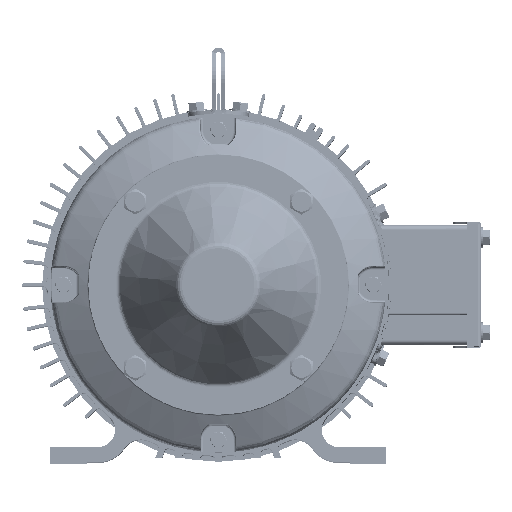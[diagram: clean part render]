
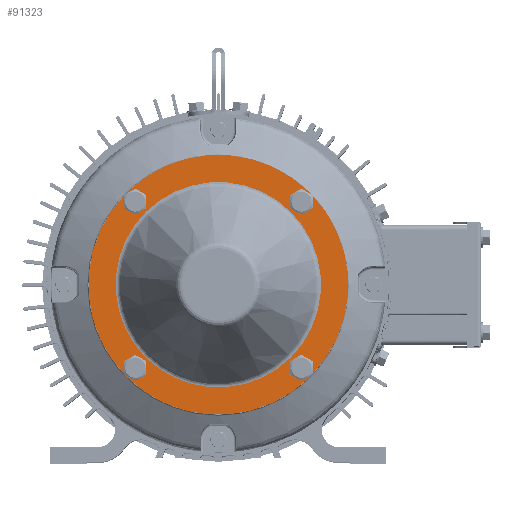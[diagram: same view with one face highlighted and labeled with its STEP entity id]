
A CAD part, top view. The second image highlights one B-rep face of the part: STEP entity #91323.
In plain terms, the highlighted planar face has unit normal (0, 0, 1).
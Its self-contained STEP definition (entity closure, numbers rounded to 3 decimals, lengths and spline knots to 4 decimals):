
#427 = VERTEX_POINT ( 'NONE', #48913 ) ;
#683 = FACE_BOUND ( 'NONE', #185319, .T. ) ;
#1496 = DIRECTION ( 'NONE',  ( 0.707, -0.707, 0. ) ) ;
#1738 = EDGE_CURVE ( 'NONE', #175284, #43015, #49592, .T. ) ;
#4735 = CARTESIAN_POINT ( 'NONE',  ( 2.0771, 2.0771, 15.4385 ) ) ;
#4979 = EDGE_CURVE ( 'NONE', #31579, #81825, #176278, .T. ) ;
#7660 = FACE_OUTER_BOUND ( 'NONE', #177109, .T. ) ;
#9684 = CARTESIAN_POINT ( 'NONE',  ( 0., 0., 15.4385 ) ) ;
#9737 = CARTESIAN_POINT ( 'NONE',  ( 2.2981, -2.2981, 15.4385 ) ) ;
#9923 = DIRECTION ( 'NONE',  ( 0., 0., 1. ) ) ;
#10081 = AXIS2_PLACEMENT_3D ( 'NONE', #9737, #86542, #100881 ) ;
#13271 = CARTESIAN_POINT ( 'NONE',  ( 2.0771, -2.0771, 15.4385 ) ) ;
#17118 = DIRECTION ( 'NONE',  ( 0., 0., 1. ) ) ;
#19361 = VERTEX_POINT ( 'NONE', #67238 ) ;
#21632 = AXIS2_PLACEMENT_3D ( 'NONE', #148076, #118024, #161140 ) ;
#21725 = CARTESIAN_POINT ( 'NONE',  ( -2.0771, 2.0771, 15.4385 ) ) ;
#25303 = EDGE_LOOP ( 'NONE', ( #160771, #46456 ) ) ;
#28097 = ORIENTED_EDGE ( 'NONE', *, *, #142113, .T. ) ;
#28519 = DIRECTION ( 'NONE',  ( 0., 0., 1. ) ) ;
#28694 = CIRCLE ( 'NONE', #21632, 3.25 ) ;
#31579 = VERTEX_POINT ( 'NONE', #131278 ) ;
#33223 = CIRCLE ( 'NONE', #69643, 3.25 ) ;
#33837 = ORIENTED_EDGE ( 'NONE', *, *, #81872, .F. ) ;
#34696 = CIRCLE ( 'NONE', #73164, 0.2031 ) ;
#37118 = CIRCLE ( 'NONE', #106633, 0.2031 ) ;
#38597 = CARTESIAN_POINT ( 'NONE',  ( 2.0771, -2.0771, 15.4385 ) ) ;
#42417 = ORIENTED_EDGE ( 'NONE', *, *, #157580, .F. ) ;
#42576 = DIRECTION ( 'NONE',  ( 0.707, -0.707, 0. ) ) ;
#43015 = VERTEX_POINT ( 'NONE', #102927 ) ;
#43210 = DIRECTION ( 'NONE',  ( 0., 0., 1. ) ) ;
#43529 = CARTESIAN_POINT ( 'NONE',  ( -2.2208, -1.9335, 15.4385 ) ) ;
#45949 = DIRECTION ( 'NONE',  ( 0.707, -0.707, 0. ) ) ;
#46456 = ORIENTED_EDGE ( 'NONE', *, *, #4979, .F. ) ;
#47042 = AXIS2_PLACEMENT_3D ( 'NONE', #87748, #117762, #193327 ) ;
#47563 = CARTESIAN_POINT ( 'NONE',  ( -2.2981, 2.2981, 15.4385 ) ) ;
#48913 = CARTESIAN_POINT ( 'NONE',  ( -1.9335, 1.9335, 15.4385 ) ) ;
#49039 = CIRCLE ( 'NONE', #164061, 0.2031 ) ;
#49592 = CIRCLE ( 'NONE', #123571, 0.2031 ) ;
#52359 = VERTEX_POINT ( 'NONE', #92309 ) ;
#55206 = DIRECTION ( 'NONE',  ( 0.707, -0.707, 0. ) ) ;
#60914 = ORIENTED_EDGE ( 'NONE', *, *, #101683, .T. ) ;
#63339 = CARTESIAN_POINT ( 'NONE',  ( 1.8152, -1.8152, 15.4385 ) ) ;
#63676 = CARTESIAN_POINT ( 'NONE',  ( 2.2208, 1.9335, 15.4385 ) ) ;
#64201 = CARTESIAN_POINT ( 'NONE',  ( 0., 0., 15.4385 ) ) ;
#65586 = EDGE_LOOP ( 'NONE', ( #150744, #42417 ) ) ;
#67238 = CARTESIAN_POINT ( 'NONE',  ( 1.9335, -1.9335, 15.4385 ) ) ;
#68244 = DIRECTION ( 'NONE',  ( 0., 0., 1. ) ) ;
#69643 = AXIS2_PLACEMENT_3D ( 'NONE', #9684, #68244, #55206 ) ;
#73164 = AXIS2_PLACEMENT_3D ( 'NONE', #4735, #153410, #122781 ) ;
#73640 = CARTESIAN_POINT ( 'NONE',  ( 2.2208, -2.2208, 15.4385 ) ) ;
#78861 = AXIS2_PLACEMENT_3D ( 'NONE', #64201, #168665, #139356 ) ;
#79826 = VERTEX_POINT ( 'NONE', #63676 ) ;
#81825 = VERTEX_POINT ( 'NONE', #63339 ) ;
#81872 = EDGE_CURVE ( 'NONE', #83445, #427, #170418, .T. ) ;
#83445 = VERTEX_POINT ( 'NONE', #155244 ) ;
#83972 = PLANE ( 'NONE',  #10081 ) ;
#86542 = DIRECTION ( 'NONE',  ( 0., 0., 1. ) ) ;
#87748 = CARTESIAN_POINT ( 'NONE',  ( -2.0771, 2.0771, 15.4385 ) ) ;
#88198 = AXIS2_PLACEMENT_3D ( 'NONE', #104619, #92200, #45949 ) ;
#88708 = EDGE_CURVE ( 'NONE', #43015, #175284, #124581, .T. ) ;
#89762 = EDGE_CURVE ( 'NONE', #427, #83445, #138603, .T. ) ;
#90125 = DIRECTION ( 'NONE',  ( 0., 0., 1. ) ) ;
#91323 = ADVANCED_FACE ( 'NONE', ( #149992, #159393, #683, #187183, #7660, #119685 ), #83972, .T. ) ;
#92200 = DIRECTION ( 'NONE',  ( 0., 0., 1. ) ) ;
#92235 = EDGE_LOOP ( 'NONE', ( #165285, #178675 ) ) ;
#92309 = CARTESIAN_POINT ( 'NONE',  ( 1.9335, 2.2208, 15.4385 ) ) ;
#93862 = EDGE_CURVE ( 'NONE', #140803, #19361, #49039, .T. ) ;
#93972 = EDGE_CURVE ( 'NONE', #52359, #79826, #37118, .T. ) ;
#96643 = ORIENTED_EDGE ( 'NONE', *, *, #190988, .F. ) ;
#100881 = DIRECTION ( 'NONE',  ( 0.707, -0.707, 0. ) ) ;
#101683 = EDGE_CURVE ( 'NONE', #160258, #143410, #28694, .T. ) ;
#102927 = CARTESIAN_POINT ( 'NONE',  ( -1.9335, -2.2208, 15.4385 ) ) ;
#104034 = CARTESIAN_POINT ( 'NONE',  ( 0., 0., 15.4385 ) ) ;
#104619 = CARTESIAN_POINT ( 'NONE',  ( -2.0771, -2.0771, 15.4385 ) ) ;
#106633 = AXIS2_PLACEMENT_3D ( 'NONE', #193091, #17118, #1496 ) ;
#116288 = AXIS2_PLACEMENT_3D ( 'NONE', #21725, #126755, #186595 ) ;
#117762 = DIRECTION ( 'NONE',  ( 0., 0., 1. ) ) ;
#118024 = DIRECTION ( 'NONE',  ( 0., 0., 1. ) ) ;
#119545 = CARTESIAN_POINT ( 'NONE',  ( -2.0771, -2.0771, 15.4385 ) ) ;
#119685 = FACE_BOUND ( 'NONE', #25303, .T. ) ;
#121172 = EDGE_LOOP ( 'NONE', ( #184084, #33837 ) ) ;
#122781 = DIRECTION ( 'NONE',  ( 0.707, -0.707, 0. ) ) ;
#123571 = AXIS2_PLACEMENT_3D ( 'NONE', #119545, #90125, #162597 ) ;
#124123 = AXIS2_PLACEMENT_3D ( 'NONE', #104034, #28519, #134761 ) ;
#124581 = CIRCLE ( 'NONE', #88198, 0.2031 ) ;
#125962 = CIRCLE ( 'NONE', #78861, 2.5671 ) ;
#126755 = DIRECTION ( 'NONE',  ( 0., 0., 1. ) ) ;
#127626 = ORIENTED_EDGE ( 'NONE', *, *, #93972, .F. ) ;
#131278 = CARTESIAN_POINT ( 'NONE',  ( -1.8152, 1.8152, 15.4385 ) ) ;
#134761 = DIRECTION ( 'NONE',  ( 0.707, -0.707, 0. ) ) ;
#138603 = CIRCLE ( 'NONE', #47042, 0.2031 ) ;
#139356 = DIRECTION ( 'NONE',  ( 0.707, -0.707, 0. ) ) ;
#140803 = VERTEX_POINT ( 'NONE', #73640 ) ;
#142113 = EDGE_CURVE ( 'NONE', #143410, #160258, #33223, .T. ) ;
#142276 = CARTESIAN_POINT ( 'NONE',  ( 2.2981, -2.2981, 15.4385 ) ) ;
#143410 = VERTEX_POINT ( 'NONE', #142276 ) ;
#146743 = CIRCLE ( 'NONE', #170399, 0.2031 ) ;
#148076 = CARTESIAN_POINT ( 'NONE',  ( 0., 0., 15.4385 ) ) ;
#149992 = FACE_BOUND ( 'NONE', #121172, .T. ) ;
#150744 = ORIENTED_EDGE ( 'NONE', *, *, #93862, .F. ) ;
#153410 = DIRECTION ( 'NONE',  ( 0., 0., 1. ) ) ;
#155244 = CARTESIAN_POINT ( 'NONE',  ( -2.2208, 2.2208, 15.4385 ) ) ;
#157580 = EDGE_CURVE ( 'NONE', #19361, #140803, #146743, .T. ) ;
#159393 = FACE_BOUND ( 'NONE', #92235, .T. ) ;
#160258 = VERTEX_POINT ( 'NONE', #47563 ) ;
#160771 = ORIENTED_EDGE ( 'NONE', *, *, #175460, .F. ) ;
#161140 = DIRECTION ( 'NONE',  ( 0.707, -0.707, 0. ) ) ;
#162597 = DIRECTION ( 'NONE',  ( 0.707, -0.707, 0. ) ) ;
#164061 = AXIS2_PLACEMENT_3D ( 'NONE', #13271, #43210, #42576 ) ;
#165285 = ORIENTED_EDGE ( 'NONE', *, *, #88708, .F. ) ;
#168665 = DIRECTION ( 'NONE',  ( 0., 0., 1. ) ) ;
#170399 = AXIS2_PLACEMENT_3D ( 'NONE', #38597, #9923, #185962 ) ;
#170418 = CIRCLE ( 'NONE', #116288, 0.2031 ) ;
#175284 = VERTEX_POINT ( 'NONE', #43529 ) ;
#175460 = EDGE_CURVE ( 'NONE', #81825, #31579, #125962, .T. ) ;
#176278 = CIRCLE ( 'NONE', #124123, 2.5671 ) ;
#177109 = EDGE_LOOP ( 'NONE', ( #28097, #60914 ) ) ;
#178675 = ORIENTED_EDGE ( 'NONE', *, *, #1738, .F. ) ;
#184084 = ORIENTED_EDGE ( 'NONE', *, *, #89762, .F. ) ;
#185319 = EDGE_LOOP ( 'NONE', ( #96643, #127626 ) ) ;
#185962 = DIRECTION ( 'NONE',  ( 0.707, -0.707, 0. ) ) ;
#186595 = DIRECTION ( 'NONE',  ( 0.707, -0.707, 0. ) ) ;
#187183 = FACE_BOUND ( 'NONE', #65586, .T. ) ;
#190988 = EDGE_CURVE ( 'NONE', #79826, #52359, #34696, .T. ) ;
#193091 = CARTESIAN_POINT ( 'NONE',  ( 2.0771, 2.0771, 15.4385 ) ) ;
#193327 = DIRECTION ( 'NONE',  ( 0.707, -0.707, 0. ) ) ;
